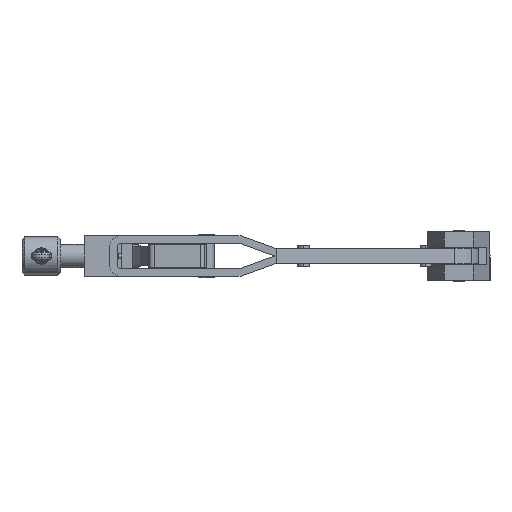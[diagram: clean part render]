
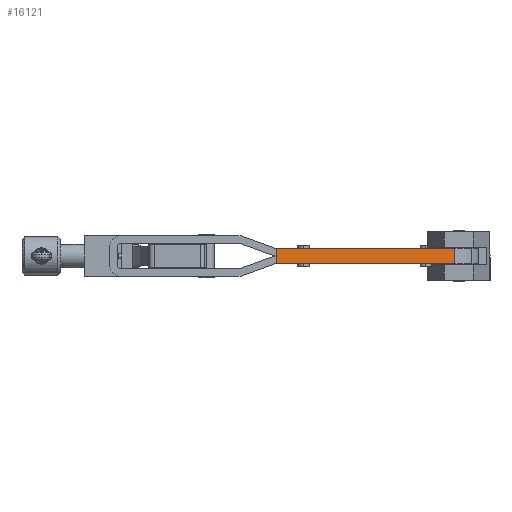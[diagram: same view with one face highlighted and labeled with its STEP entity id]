
A CAD part, left-side view. The second image highlights one B-rep face of the part: STEP entity #16121.
In plain terms, the highlighted planar face has unit normal (-0.982, -0.189, 0).
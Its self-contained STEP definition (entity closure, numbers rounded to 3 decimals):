
#3857=CARTESIAN_POINT('',(28.451,-131.86,11.381));
#3858=VERTEX_POINT('',#3857);
#3866=CARTESIAN_POINT('',(28.451,-131.86,3.381));
#3867=VERTEX_POINT('',#3866);
#3868=CARTESIAN_POINT('',(28.451,-131.86,11.381));
#3869=DIRECTION('',(0.0,0.0,-1.0));
#3870=VECTOR('',#3869,8.);
#3871=LINE('',#3868,#3870);
#3872=EDGE_CURVE('',#3858,#3867,#3871,.T.);
#15193=CARTESIAN_POINT('',(10.789,-39.883,3.381));
#15194=VERTEX_POINT('',#15193);
#15195=CARTESIAN_POINT('',(10.789,-39.883,3.381));
#15196=DIRECTION('',(0.189,-0.982,0.));
#15197=VECTOR('',#15196,93.657);
#15198=LINE('',#15195,#15197);
#15199=EDGE_CURVE('',#15194,#3867,#15198,.T.);
#16098=CARTESIAN_POINT('',(30.789,-144.031,11.381));
#16099=DIRECTION('',(0.982,0.189,0.));
#16100=DIRECTION('',(0.0,0.0,-1.0));
#16101=AXIS2_PLACEMENT_3D('',#16098,#16099,#16100);
#16102=PLANE('',#16101);
#16103=ORIENTED_EDGE('',*,*,#3872,.F.);
#16104=CARTESIAN_POINT('',(10.789,-39.883,11.381));
#16105=VERTEX_POINT('',#16104);
#16106=CARTESIAN_POINT('',(10.789,-39.883,11.381));
#16107=DIRECTION('',(0.189,-0.982,0.));
#16108=VECTOR('',#16107,93.657);
#16109=LINE('',#16106,#16108);
#16110=EDGE_CURVE('',#16105,#3858,#16109,.T.);
#16111=ORIENTED_EDGE('',*,*,#16110,.F.);
#16112=CARTESIAN_POINT('',(10.789,-39.883,3.381));
#16113=DIRECTION('',(0.0,0.0,1.0));
#16114=VECTOR('',#16113,8.);
#16115=LINE('',#16112,#16114);
#16116=EDGE_CURVE('',#15194,#16105,#16115,.T.);
#16117=ORIENTED_EDGE('',*,*,#16116,.F.);
#16118=ORIENTED_EDGE('',*,*,#15199,.T.);
#16119=EDGE_LOOP('',(#16103,#16111,#16117,#16118));
#16120=FACE_OUTER_BOUND('',#16119,.T.);
#16121=ADVANCED_FACE('',(#16120),#16102,.F.);
